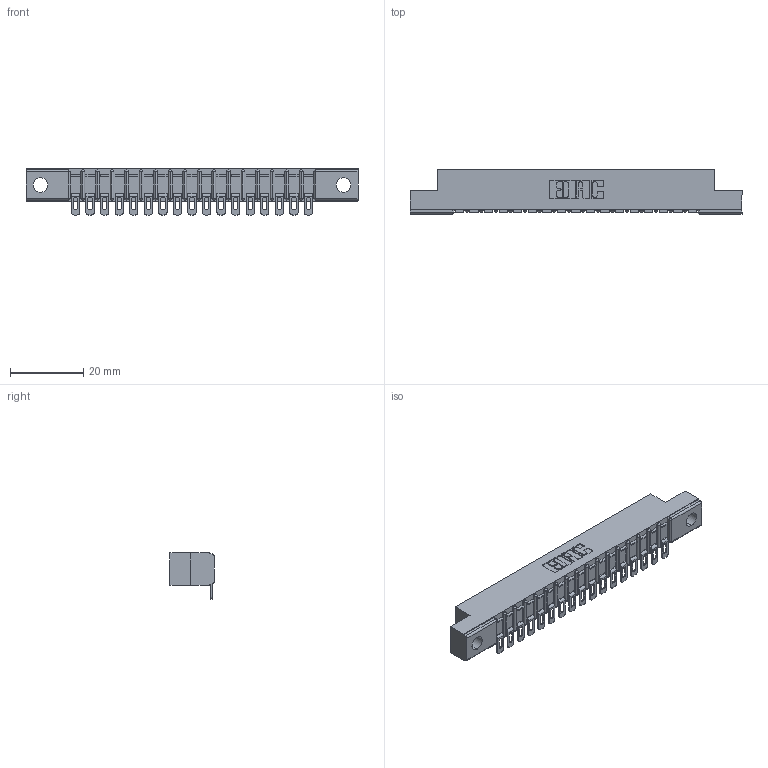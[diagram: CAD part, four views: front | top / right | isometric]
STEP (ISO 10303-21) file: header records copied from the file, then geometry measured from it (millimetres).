
FILE_DESCRIPTION (( 'STEP AP203' ), '1' );
FILE_NAME ('307-017-554-102.STEP', '2019-09-04T21:54:44', ( '' ), ( '' ), 'SwSTEP 2.0', 'SolidWorks 2016', '' );
FILE_SCHEMA (( 'CONFIG_CONTROL_DESIGN' ));
Length unit declared in the file: inch
Products named in the file (3): 307-290-002_554; 307 Part_.128 Dia Mounting Holes; 307-017-554-102
Assembly tree (18 placements, depth 2):
  307-017-554-102
    307 Part_.128 Dia Mounting Holes
    307-290-002_554  x17
Bounding box: 90.37 x 12.01 x 12.52 mm (x, y, z)
Volume: 5881.9 mm3; surface area: 10338.3 mm2
Topology: 18 solids, 18 shells, 1513 faces, 4624 edges, 3032 vertices
Faces by surface type: plane 852, cylinder 625, sphere 36
Entity records: 18623 total; most frequent: CARTESIAN_POINT 3138, ORIENTED_EDGE 3128, DIRECTION 3066, EDGE_CURVE 1564, VECTOR 1178, LINE 1178, VERTEX_POINT 1016, AXIS2_PLACEMENT_3D 944
